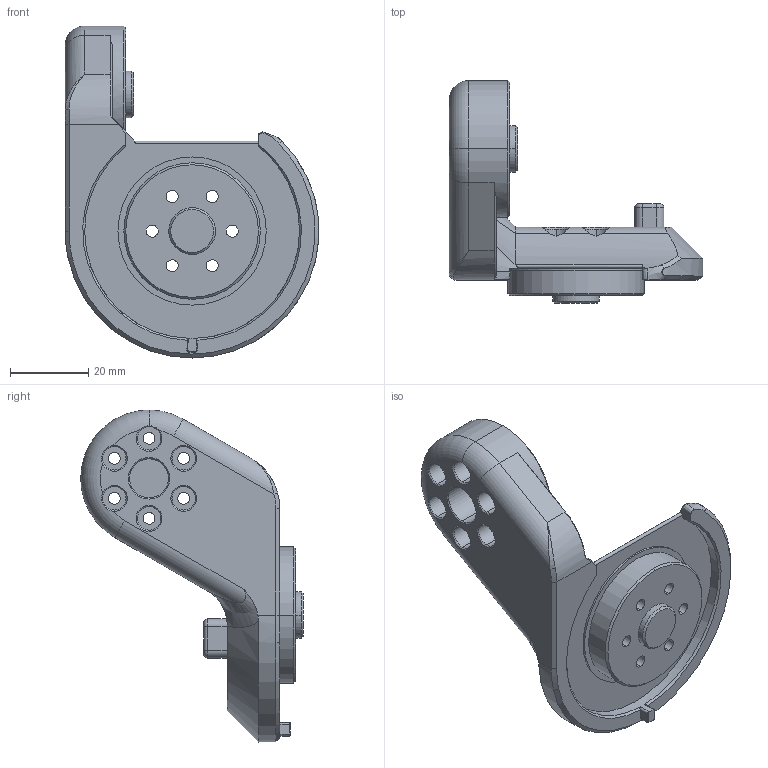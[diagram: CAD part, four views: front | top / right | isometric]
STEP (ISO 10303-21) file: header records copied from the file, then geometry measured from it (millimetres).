
FILE_DESCRIPTION (( 'STEP AP203' ), '1' );
FILE_NAME ('Dummy-0001.STEP_默认_sldprt.STEP', '2025-11-13T14:25:23', ( '' ), ( '' ), 'SwSTEP 2.0', 'SolidWorks 2020', '' );
FILE_SCHEMA (( 'CONFIG_CONTROL_DESIGN' ));
Length unit declared in the file: millimetre
Products named in the file (1): Dummy-0001.STEP_默认_sldprt
Bounding box: 64.94 x 57 x 85 mm (x, y, z)
Volume: 51885.1 mm3; surface area: 16616.7 mm2
Topology: 1 solids, 1 shells, 193 faces, 485 edges, 308 vertices
Faces by surface type: cylinder 91, cone 47, plane 43, bspline 6, torus 6
Entity records: 7742 total; most frequent: CARTESIAN_POINT 2913, DIRECTION 1047, ORIENTED_EDGE 968, EDGE_CURVE 484, AXIS2_PLACEMENT_3D 433, VERTEX_POINT 308, CIRCLE 245, EDGE_LOOP 232
